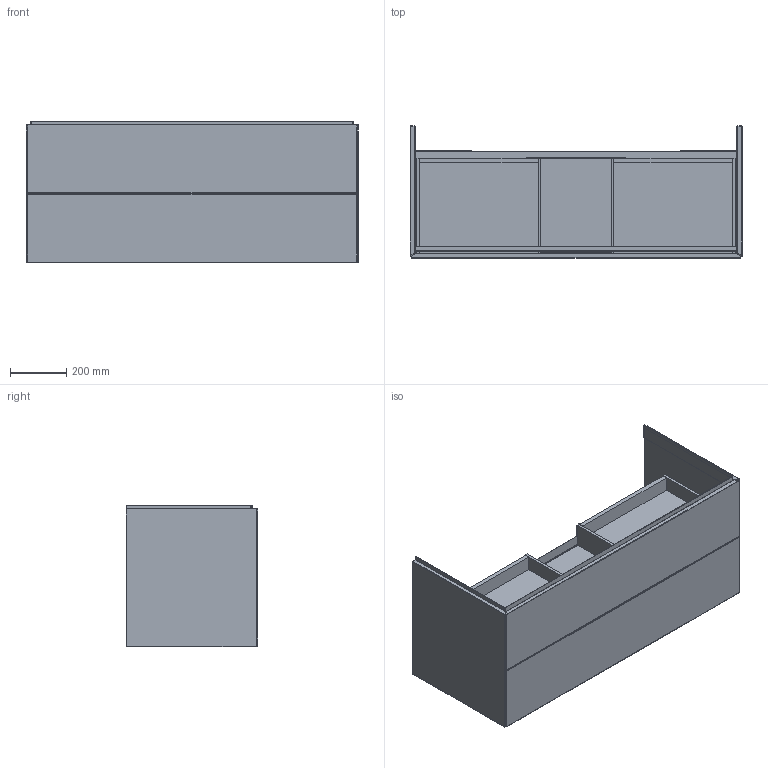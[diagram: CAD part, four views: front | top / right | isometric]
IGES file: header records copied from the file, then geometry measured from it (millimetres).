
Global section: file name: 505265; native system: Autodesk Inventor 2018; preprocessor: unknown; author: JANAN; date: 20200923.072613; units: millimetre
Bounding box: 1184 x 470 x 504 mm (x, y, z)
Volume: 39795448.4 mm3; surface area: 6180697 mm2
Topology: 21 solids, 21 shells, 514 faces, 1124 edges, 660 vertices
Faces by surface type: bspline 514
